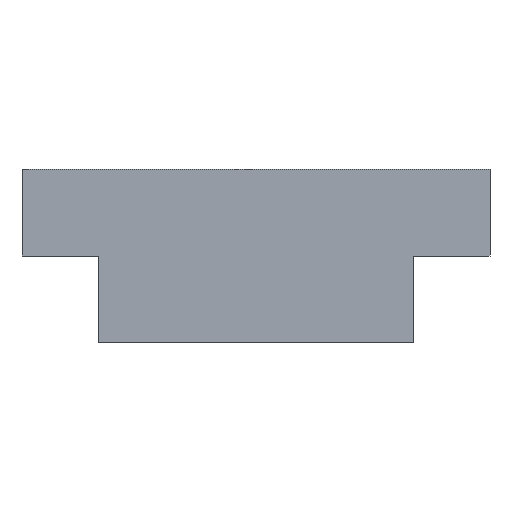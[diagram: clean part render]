
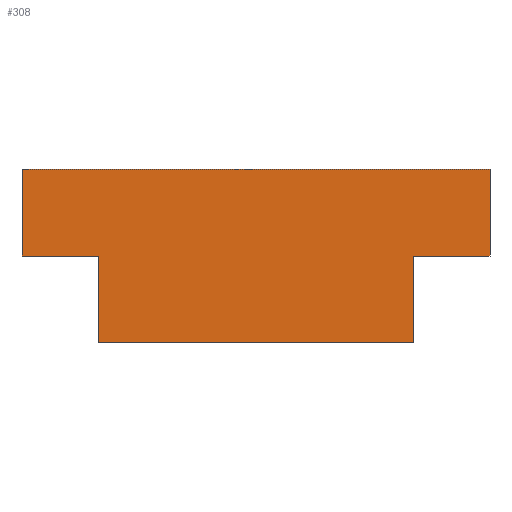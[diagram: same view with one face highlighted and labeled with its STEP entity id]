
A CAD part, front view. The second image highlights one B-rep face of the part: STEP entity #308.
In plain terms, the highlighted planar face has unit normal (0, -1, 0).
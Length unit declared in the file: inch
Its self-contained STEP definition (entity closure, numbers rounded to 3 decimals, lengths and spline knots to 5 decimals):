
#308 = ADVANCED_FACE ( 'NONE', ( #8714 ), #1870, .F. ) ;
#613 = EDGE_CURVE ( 'NONE', #9009, #6281, #7347, .T. ) ;
#945 = DIRECTION ( 'NONE',  ( 1., 0., 0. ) ) ;
#1225 = VECTOR ( 'NONE', #945, 39.37008 ) ;
#1295 = DIRECTION ( 'NONE',  ( 1., 0., 0. ) ) ;
#1499 = DIRECTION ( 'NONE',  ( 0., 0., -1. ) ) ;
#1545 = LINE ( 'NONE', #1993, #5692 ) ;
#1649 = CARTESIAN_POINT ( 'NONE',  ( 0., 1., -0.3 ) ) ;
#1729 = CARTESIAN_POINT ( 'NONE',  ( 0.11811, 1., -0.365 ) ) ;
#1870 = PLANE ( 'NONE',  #6627 ) ;
#1993 = CARTESIAN_POINT ( 'NONE',  ( 0.12257, 1., -0.365 ) ) ;
#2155 = CARTESIAN_POINT ( 'NONE',  ( 0.175, 1., -0.3 ) ) ;
#2237 = ORIENTED_EDGE ( 'NONE', *, *, #613, .F. ) ;
#2443 = EDGE_CURVE ( 'NONE', #8051, #6281, #7225, .T. ) ;
#2573 = EDGE_CURVE ( 'NONE', #6072, #6298, #7711, .T. ) ;
#3188 = DIRECTION ( 'NONE',  ( 0., 0., 1. ) ) ;
#3252 = DIRECTION ( 'NONE',  ( -1., 0., 0. ) ) ;
#3494 = CARTESIAN_POINT ( 'NONE',  ( -0.175, 1., 0. ) ) ;
#3601 = VERTEX_POINT ( 'NONE', #8854 ) ;
#3662 = VECTOR ( 'NONE', #3188, 39.37008 ) ;
#3701 = LINE ( 'NONE', #3494, #7145 ) ;
#3728 = CARTESIAN_POINT ( 'NONE',  ( -0.11811, 1., -0.3 ) ) ;
#4081 = ORIENTED_EDGE ( 'NONE', *, *, #5571, .F. ) ;
#4921 = VECTOR ( 'NONE', #1295, 39.37008 ) ;
#5000 = CARTESIAN_POINT ( 'NONE',  ( 0., 1., 0. ) ) ;
#5038 = ORIENTED_EDGE ( 'NONE', *, *, #5313, .T. ) ;
#5090 = DIRECTION ( 'NONE',  ( -1., 0., 0. ) ) ;
#5099 = DIRECTION ( 'NONE',  ( 0., 1., 0. ) ) ;
#5151 = DIRECTION ( 'NONE',  ( 0., 0., -1. ) ) ;
#5164 = VERTEX_POINT ( 'NONE', #6093 ) ;
#5313 = EDGE_CURVE ( 'NONE', #5164, #6072, #3701, .T. ) ;
#5444 = ORIENTED_EDGE ( 'NONE', *, *, #6904, .F. ) ;
#5463 = CARTESIAN_POINT ( 'NONE',  ( -0.11811, 1., -0.365 ) ) ;
#5571 = EDGE_CURVE ( 'NONE', #5164, #3601, #9324, .T. ) ;
#5692 = VECTOR ( 'NONE', #5090, 39.37008 ) ;
#5917 = VECTOR ( 'NONE', #1499, 39.37008 ) ;
#5942 = VECTOR ( 'NONE', #5151, 39.37008 ) ;
#5955 = EDGE_LOOP ( 'NONE', ( #7339, #2237, #6488, #4081, #5038, #6334, #6859, #5444 ) ) ;
#6072 = VERTEX_POINT ( 'NONE', #8207 ) ;
#6093 = CARTESIAN_POINT ( 'NONE',  ( -0.175, 1., -0.235 ) ) ;
#6200 = LINE ( 'NONE', #9002, #5942 ) ;
#6277 = CARTESIAN_POINT ( 'NONE',  ( 0., 1., -0.3 ) ) ;
#6281 = VERTEX_POINT ( 'NONE', #7644 ) ;
#6298 = VERTEX_POINT ( 'NONE', #3728 ) ;
#6334 = ORIENTED_EDGE ( 'NONE', *, *, #2573, .T. ) ;
#6488 = ORIENTED_EDGE ( 'NONE', *, *, #9030, .F. ) ;
#6627 = AXIS2_PLACEMENT_3D ( 'NONE', #5000, #5099, #9742 ) ;
#6807 = VERTEX_POINT ( 'NONE', #5463 ) ;
#6859 = ORIENTED_EDGE ( 'NONE', *, *, #7527, .T. ) ;
#6893 = CARTESIAN_POINT ( 'NONE',  ( 0.11811, 1., -0.365 ) ) ;
#6904 = EDGE_CURVE ( 'NONE', #8051, #6807, #1545, .T. ) ;
#7047 = CARTESIAN_POINT ( 'NONE',  ( -0.11811, 1., -0.365 ) ) ;
#7145 = VECTOR ( 'NONE', #8933, 39.37008 ) ;
#7225 = LINE ( 'NONE', #1729, #3662 ) ;
#7339 = ORIENTED_EDGE ( 'NONE', *, *, #2443, .T. ) ;
#7347 = LINE ( 'NONE', #6277, #7830 ) ;
#7527 = EDGE_CURVE ( 'NONE', #6298, #6807, #10075, .T. ) ;
#7644 = CARTESIAN_POINT ( 'NONE',  ( 0.11811, 1., -0.3 ) ) ;
#7711 = LINE ( 'NONE', #1649, #1225 ) ;
#7830 = VECTOR ( 'NONE', #3252, 39.37008 ) ;
#8051 = VERTEX_POINT ( 'NONE', #6893 ) ;
#8207 = CARTESIAN_POINT ( 'NONE',  ( -0.175, 1., -0.3 ) ) ;
#8282 = CARTESIAN_POINT ( 'NONE',  ( 0., 1., -0.235 ) ) ;
#8714 = FACE_OUTER_BOUND ( 'NONE', #5955, .T. ) ;
#8854 = CARTESIAN_POINT ( 'NONE',  ( 0.175, 1., -0.235 ) ) ;
#8933 = DIRECTION ( 'NONE',  ( 0., 0., -1. ) ) ;
#9002 = CARTESIAN_POINT ( 'NONE',  ( 0.175, 1., 0. ) ) ;
#9009 = VERTEX_POINT ( 'NONE', #2155 ) ;
#9030 = EDGE_CURVE ( 'NONE', #3601, #9009, #6200, .T. ) ;
#9324 = LINE ( 'NONE', #8282, #4921 ) ;
#9742 = DIRECTION ( 'NONE',  ( 0., 0., 1. ) ) ;
#10075 = LINE ( 'NONE', #7047, #5917 ) ;
